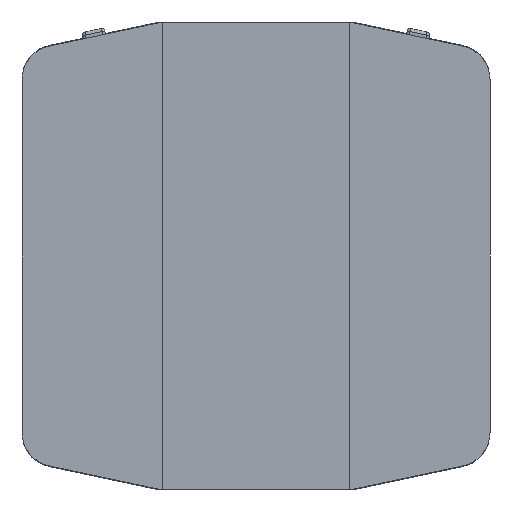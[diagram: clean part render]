
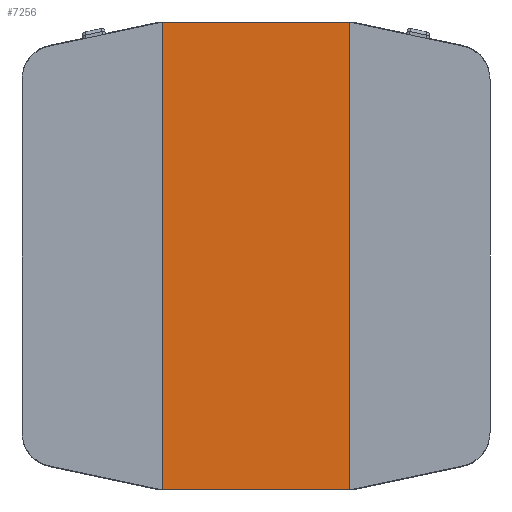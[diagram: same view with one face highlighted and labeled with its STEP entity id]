
A CAD part, front view. The second image highlights one B-rep face of the part: STEP entity #7256.
In plain terms, the highlighted planar face has unit normal (0, -1, 0).
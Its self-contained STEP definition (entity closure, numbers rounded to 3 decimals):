
#166 = DIRECTION ( 'NONE',  ( 0., 0., -1. ) ) ;
#191 = CARTESIAN_POINT ( 'NONE',  ( 0.6, 0., 1.5 ) ) ;
#232 = VERTEX_POINT ( 'NONE', #2212 ) ;
#299 = ORIENTED_EDGE ( 'NONE', *, *, #4633, .F. ) ;
#445 = EDGE_LOOP ( 'NONE', ( #6623, #299, #3659, #3299 ) ) ;
#495 = LINE ( 'NONE', #4058, #8134 ) ;
#1294 = DIRECTION ( 'NONE',  ( -1., 0., 0. ) ) ;
#2038 = VECTOR ( 'NONE', #1294, 1000. ) ;
#2159 = DIRECTION ( 'NONE',  ( 0., 0., 1. ) ) ;
#2212 = CARTESIAN_POINT ( 'NONE',  ( 0.6, 0., -1.5 ) ) ;
#2224 = CARTESIAN_POINT ( 'NONE',  ( -0.6, 0., -1.5 ) ) ;
#2247 = FACE_OUTER_BOUND ( 'NONE', #445, .T. ) ;
#3299 = ORIENTED_EDGE ( 'NONE', *, *, #6999, .F. ) ;
#3659 = ORIENTED_EDGE ( 'NONE', *, *, #6940, .F. ) ;
#3810 = DIRECTION ( 'NONE',  ( 0., 0., -1. ) ) ;
#4058 = CARTESIAN_POINT ( 'NONE',  ( -0.6, 0., 1.5 ) ) ;
#4241 = AXIS2_PLACEMENT_3D ( 'NONE', #8973, #5227, #3810 ) ;
#4633 = EDGE_CURVE ( 'NONE', #232, #8934, #7966, .T. ) ;
#5158 = PLANE ( 'NONE',  #4241 ) ;
#5227 = DIRECTION ( 'NONE',  ( 0., -1., 0. ) ) ;
#5501 = VECTOR ( 'NONE', #2159, 1000. ) ;
#5587 = DIRECTION ( 'NONE',  ( 1., 0., 0. ) ) ;
#5852 = VERTEX_POINT ( 'NONE', #191 ) ;
#5989 = CARTESIAN_POINT ( 'NONE',  ( -0.6, 0., 1.5 ) ) ;
#6288 = CARTESIAN_POINT ( 'NONE',  ( -0.6, 0., -1.5 ) ) ;
#6386 = VERTEX_POINT ( 'NONE', #8041 ) ;
#6623 = ORIENTED_EDGE ( 'NONE', *, *, #9564, .F. ) ;
#6893 = VECTOR ( 'NONE', #166, 1000. ) ;
#6940 = EDGE_CURVE ( 'NONE', #5852, #232, #9289, .T. ) ;
#6999 = EDGE_CURVE ( 'NONE', #6386, #5852, #495, .T. ) ;
#7256 = ADVANCED_FACE ( 'NONE', ( #2247 ), #5158, .T. ) ;
#7966 = LINE ( 'NONE', #6288, #2038 ) ;
#8041 = CARTESIAN_POINT ( 'NONE',  ( -0.6, 0., 1.5 ) ) ;
#8134 = VECTOR ( 'NONE', #5587, 1000. ) ;
#8286 = CARTESIAN_POINT ( 'NONE',  ( 0.6, 0., 1.5 ) ) ;
#8934 = VERTEX_POINT ( 'NONE', #2224 ) ;
#8973 = CARTESIAN_POINT ( 'NONE',  ( 0., 0., 0. ) ) ;
#9289 = LINE ( 'NONE', #8286, #6893 ) ;
#9377 = LINE ( 'NONE', #5989, #5501 ) ;
#9564 = EDGE_CURVE ( 'NONE', #8934, #6386, #9377, .T. ) ;
